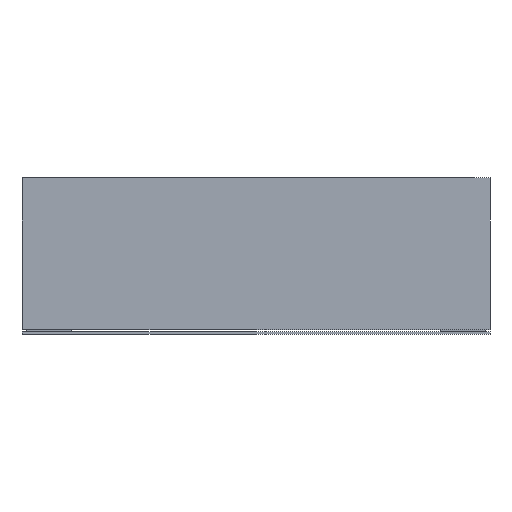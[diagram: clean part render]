
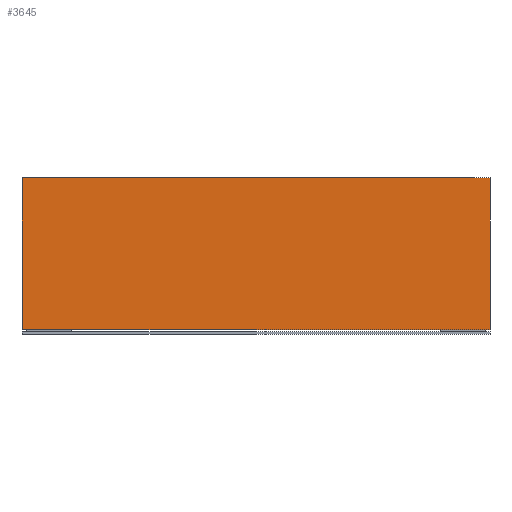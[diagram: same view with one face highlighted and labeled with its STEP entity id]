
A CAD part, front view. The second image highlights one B-rep face of the part: STEP entity #3645.
In plain terms, the highlighted planar face has unit normal (0, -1, 0).
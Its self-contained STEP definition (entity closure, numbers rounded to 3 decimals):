
#3645=ADVANCED_FACE('',(#9895),#9896,.T.);
#5011=VERTEX_POINT('',#11724);
#5015=VERTEX_POINT('',#11728);
#5017=EDGE_CURVE('',#5015,#5011,#11730,.T.);
#5057=VERTEX_POINT('',#11770);
#5059=EDGE_CURVE('',#5015,#5057,#11772,.T.);
#5073=VERTEX_POINT('',#11786);
#5077=EDGE_CURVE('',#5011,#5073,#11790,.T.);
#5079=EDGE_CURVE('',#5057,#5073,#11792,.T.);
#9895=FACE_OUTER_BOUND('',#16808,.T.);
#9896=PLANE('',#16809);
#11724=CARTESIAN_POINT('',(305.0,0.0,3.0));
#11728=CARTESIAN_POINT('',(0.0,0.0,3.0));
#11730=LINE('',#18832,#18833);
#11770=CARTESIAN_POINT('',(0.0,0.0,102.0));
#11772=LINE('',#18898,#18899);
#11786=CARTESIAN_POINT('',(305.0,0.0,102.0));
#11790=LINE('',#18928,#18929);
#11792=LINE('',#18932,#18933);
#16808=EDGE_LOOP('',(#26742,#26743,#26744,#26745));
#16809=AXIS2_PLACEMENT_3D('',#26746,#26747,#26748);
#18832=CARTESIAN_POINT('',(0.0,0.0,3.0));
#18833=VECTOR('',#31219,305.0);
#18898=CARTESIAN_POINT('',(0.0,0.0,3.0));
#18899=VECTOR('',#31231,99.0);
#18928=CARTESIAN_POINT('',(305.0,0.0,3.0));
#18929=VECTOR('',#31237,99.0);
#18932=CARTESIAN_POINT('',(0.0,0.0,102.0));
#18933=VECTOR('',#31238,305.0);
#26742=ORIENTED_EDGE('',*,*,#5077,.T.);
#26743=ORIENTED_EDGE('',*,*,#5079,.F.);
#26744=ORIENTED_EDGE('',*,*,#5059,.F.);
#26745=ORIENTED_EDGE('',*,*,#5017,.T.);
#26746=CARTESIAN_POINT('',(0.0,0.0,3.0));
#26747=DIRECTION('',(0.0,-1.0,0.0));
#26748=DIRECTION('',(0.0,0.0,1.0));
#31219=DIRECTION('',(1.0,0.0,0.0));
#31231=DIRECTION('',(0.0,0.0,1.0));
#31237=DIRECTION('',(0.0,0.0,1.0));
#31238=DIRECTION('',(1.0,0.0,0.0));
